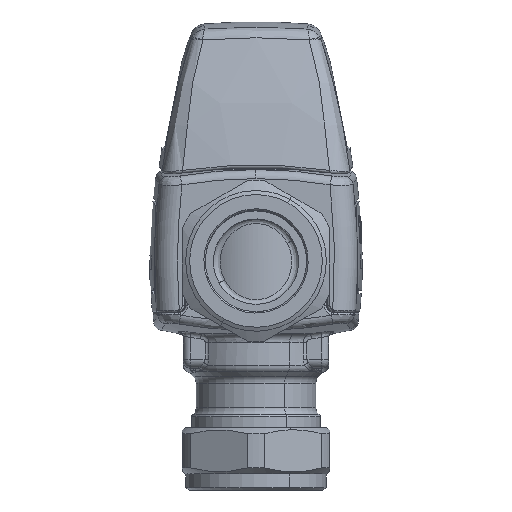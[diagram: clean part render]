
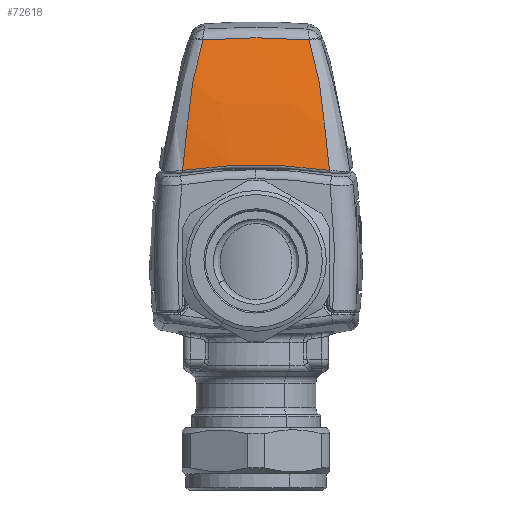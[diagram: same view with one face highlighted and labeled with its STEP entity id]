
A CAD part, front view. The second image highlights one B-rep face of the part: STEP entity #72618.
In plain terms, the highlighted spherical face has radius 150 mm.
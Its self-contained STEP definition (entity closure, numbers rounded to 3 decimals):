
#72570=AXIS2_PLACEMENT_3D('Sphere Axis2P3D',#72567,#72568,#72569) ;
#71582=CARTESIAN_POINT('Vertex',(15.937,-20.331,19.8)) ;
#71625=CARTESIAN_POINT('Vertex',(-15.937,-20.331,19.8)) ;
#71629=CARTESIAN_POINT('Control Point',(-15.937,-20.331,19.8)) ;
#71630=CARTESIAN_POINT('Control Point',(-8.04,-21.029,20.947)) ;
#71631=CARTESIAN_POINT('Control Point',(0.001,-21.265,21.336)) ;
#71632=CARTESIAN_POINT('Control Point',(8.041,-21.029,20.947)) ;
#71633=CARTESIAN_POINT('Control Point',(15.937,-20.331,19.8)) ;
#72543=CARTESIAN_POINT('Vertex',(11.535,-14.139,48.015)) ;
#72547=CARTESIAN_POINT('Control Point',(11.536,-14.139,48.015)) ;
#72548=CARTESIAN_POINT('Control Point',(12.113,-14.721,46.158)) ;
#72549=CARTESIAN_POINT('Control Point',(12.647,-15.279,44.276)) ;
#72550=CARTESIAN_POINT('Control Point',(13.102,-15.817,42.366)) ;
#72551=CARTESIAN_POINT('Control Point',(13.825,-16.807,38.65)) ;
#72552=CARTESIAN_POINT('Control Point',(14.323,-17.704,34.87)) ;
#72553=CARTESIAN_POINT('Control Point',(14.522,-18.109,33.051)) ;
#72554=CARTESIAN_POINT('Control Point',(14.898,-18.883,29.315)) ;
#72555=CARTESIAN_POINT('Control Point',(15.272,-19.534,25.562)) ;
#72556=CARTESIAN_POINT('Control Point',(15.481,-19.833,23.644)) ;
#72557=CARTESIAN_POINT('Control Point',(15.713,-20.097,21.724)) ;
#72558=CARTESIAN_POINT('Control Point',(15.937,-20.331,19.8)) ;
#72567=CARTESIAN_POINT('Axis2P3D Location',(0.,127.5,0.)) ;
#72573=CARTESIAN_POINT('Control Point',(11.535,-14.139,48.015)) ;
#72574=CARTESIAN_POINT('Control Point',(11.53,-14.133,48.033)) ;
#72575=CARTESIAN_POINT('Control Point',(11.523,-14.127,48.052)) ;
#72576=CARTESIAN_POINT('Control Point',(11.515,-14.122,48.069)) ;
#72577=CARTESIAN_POINT('Vertex',(11.515,-14.122,48.069)) ;
#72581=CARTESIAN_POINT('Control Point',(11.515,-14.122,48.069)) ;
#72582=CARTESIAN_POINT('Control Point',(3.857,-14.537,48.68)) ;
#72583=CARTESIAN_POINT('Control Point',(-3.857,-14.537,48.68)) ;
#72584=CARTESIAN_POINT('Control Point',(-11.515,-14.122,48.069)) ;
#72585=CARTESIAN_POINT('Vertex',(-11.515,-14.122,48.069)) ;
#72589=CARTESIAN_POINT('Control Point',(-11.536,-14.139,48.015)) ;
#72590=CARTESIAN_POINT('Control Point',(-11.53,-14.133,48.033)) ;
#72591=CARTESIAN_POINT('Control Point',(-11.523,-14.127,48.051)) ;
#72592=CARTESIAN_POINT('Control Point',(-11.515,-14.122,48.069)) ;
#72593=CARTESIAN_POINT('Vertex',(-11.536,-14.139,48.015)) ;
#72597=CARTESIAN_POINT('Control Point',(-11.536,-14.139,48.015)) ;
#72598=CARTESIAN_POINT('Control Point',(-12.356,-14.966,45.377)) ;
#72599=CARTESIAN_POINT('Control Point',(-13.089,-15.744,42.691)) ;
#72600=CARTESIAN_POINT('Control Point',(-13.63,-16.485,39.938)) ;
#72601=CARTESIAN_POINT('Control Point',(-14.261,-17.57,35.564)) ;
#72602=CARTESIAN_POINT('Control Point',(-14.719,-18.506,31.138)) ;
#72603=CARTESIAN_POINT('Control Point',(-14.879,-18.834,29.478)) ;
#72604=CARTESIAN_POINT('Control Point',(-15.168,-19.364,26.578)) ;
#72605=CARTESIAN_POINT('Control Point',(-15.484,-19.818,23.669)) ;
#72606=CARTESIAN_POINT('Control Point',(-15.632,-20.004,22.381)) ;
#72607=CARTESIAN_POINT('Control Point',(-15.787,-20.174,21.091)) ;
#72608=CARTESIAN_POINT('Control Point',(-15.937,-20.331,19.8)) ;
#72568=DIRECTION('Axis2P3D Direction',(0.,0.,-1.)) ;
#72569=DIRECTION('Axis2P3D XDirection',(0.878,-0.479,0.)) ;
#72611=ORIENTED_EDGE('',*,*,#72559,.T.) ;
#72612=ORIENTED_EDGE('',*,*,#72579,.T.) ;
#72613=ORIENTED_EDGE('',*,*,#72587,.F.) ;
#72614=ORIENTED_EDGE('',*,*,#72595,.F.) ;
#72615=ORIENTED_EDGE('',*,*,#72609,.F.) ;
#72616=ORIENTED_EDGE('',*,*,#71634,.T.) ;
#72618=ADVANCED_FACE('',(#72617),#72571,.T.) ;
#71628=B_SPLINE_CURVE_WITH_KNOTS('',4,(#71629,#71630,#71631,#71632,#71633),.UNSPECIFIED.,.F.,.U.,(5,5),(0.,45.287),.UNSPECIFIED.) ;
#72546=B_SPLINE_CURVE_WITH_KNOTS('',5,(#72547,#72548,#72549,#72550,#72551,#72552,#72553,#72554,#72555,#72556,#72557,#72558),.UNSPECIFIED.,.F.,.U.,(6,3,3,6),(19.591,29.797,39.188,48.999),.UNSPECIFIED.) ;
#72572=B_SPLINE_CURVE_WITH_KNOTS('',3,(#72573,#72574,#72575,#72576),.UNSPECIFIED.,.F.,.U.,(4,4),(0.,0.086),.UNSPECIFIED.) ;
#72580=B_SPLINE_CURVE_WITH_KNOTS('',3,(#72581,#72582,#72583,#72584),.UNSPECIFIED.,.F.,.U.,(4,4),(0.,33.564),.UNSPECIFIED.) ;
#72588=B_SPLINE_CURVE_WITH_KNOTS('',3,(#72589,#72590,#72591,#72592),.UNSPECIFIED.,.F.,.U.,(4,4),(0.,0.086),.UNSPECIFIED.) ;
#72596=B_SPLINE_CURVE_WITH_KNOTS('',5,(#72597,#72598,#72599,#72600,#72601,#72602,#72603,#72604,#72605,#72606,#72607,#72608),.UNSPECIFIED.,.F.,.U.,(6,3,3,6),(0.,20.456,32.134,41.407),.UNSPECIFIED.) ;
#71634=EDGE_CURVE('',#71626,#71583,#71628,.T.) ;
#72559=EDGE_CURVE('',#71583,#72544,#72546,.F.) ;
#72579=EDGE_CURVE('',#72544,#72578,#72572,.T.) ;
#72587=EDGE_CURVE('',#72586,#72578,#72580,.F.) ;
#72595=EDGE_CURVE('',#72594,#72586,#72588,.T.) ;
#72609=EDGE_CURVE('',#71626,#72594,#72596,.F.) ;
#72610=EDGE_LOOP('',(#72611,#72612,#72613,#72614,#72615,#72616)) ;
#72617=FACE_OUTER_BOUND('',#72610,.T.) ;
#72571=SPHERICAL_SURFACE('',#72570,150.) ;
#71583=VERTEX_POINT('',#71582) ;
#71626=VERTEX_POINT('',#71625) ;
#72544=VERTEX_POINT('',#72543) ;
#72578=VERTEX_POINT('',#72577) ;
#72586=VERTEX_POINT('',#72585) ;
#72594=VERTEX_POINT('',#72593) ;
